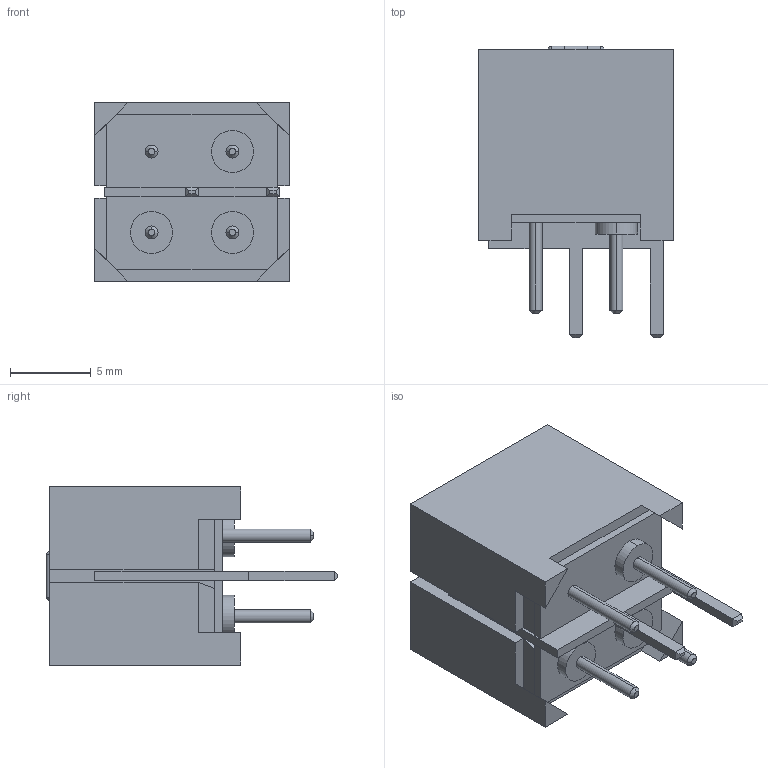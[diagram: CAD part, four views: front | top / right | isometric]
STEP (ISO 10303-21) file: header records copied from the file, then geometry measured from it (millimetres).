
FILE_DESCRIPTION (( 'STEP AP214' ), '1' );
FILE_NAME ('BNX002-11.STEP', '2020-07-29T13:31:02', ( '' ), ( '' ), 'SwSTEP 2.0', 'SolidWorks 2017', '' );
FILE_SCHEMA (( 'AUTOMOTIVE_DESIGN' ));
Length unit declared in the file: millimetre
Products named in the file (1): BNX002-11
Bounding box: 12 x 18 x 11 mm (x, y, z)
Volume: 1349.1 mm3; surface area: 1438.4 mm2
Topology: 14 solids, 14 shells, 222 faces, 533 edges, 330 vertices
Faces by surface type: plane 129, cylinder 60, cone 17, bspline 16
Entity records: 6650 total; most frequent: CARTESIAN_POINT 1356, DIRECTION 1075, ORIENTED_EDGE 1046, EDGE_CURVE 523, LINE 361, VECTOR 361, AXIS2_PLACEMENT_3D 357, VERTEX_POINT 330
